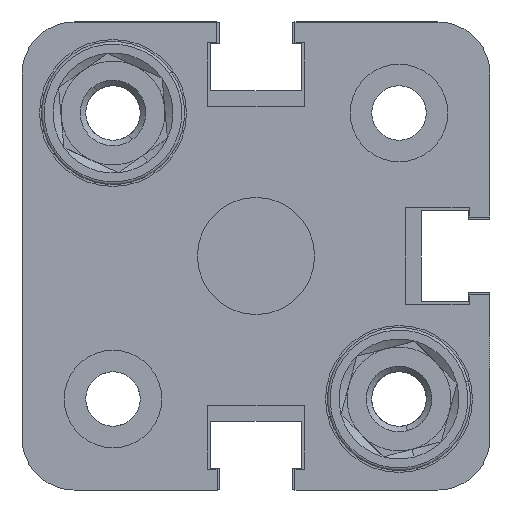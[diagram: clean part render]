
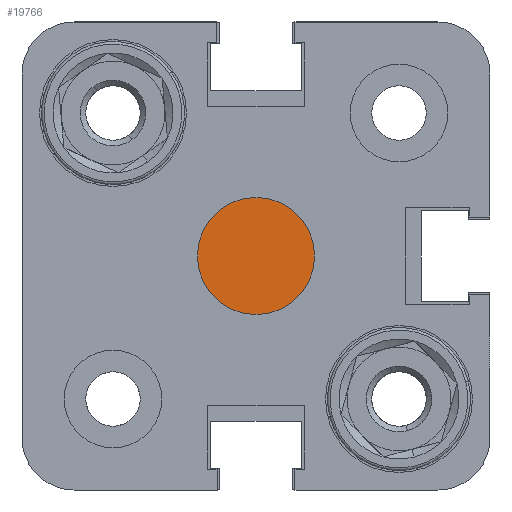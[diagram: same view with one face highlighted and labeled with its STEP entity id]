
A CAD part, left-side view. The second image highlights one B-rep face of the part: STEP entity #19766.
In plain terms, the highlighted planar face has unit normal (-1, 0, 0).
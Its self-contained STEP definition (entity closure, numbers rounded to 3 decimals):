
#141 = AXIS2_PLACEMENT_3D ( 'NONE', #24977, #15087, #11012 ) ;
#982 = CIRCLE ( 'NONE', #17746, 4.5 ) ;
#1592 = VERTEX_POINT ( 'NONE', #10638 ) ;
#1821 = ORIENTED_EDGE ( 'NONE', *, *, #19314, .T. ) ;
#2532 = DIRECTION ( 'NONE',  ( -1., 0., 0. ) ) ;
#3295 = CARTESIAN_POINT ( 'NONE',  ( 3., 0., 0. ) ) ;
#3618 = AXIS2_PLACEMENT_3D ( 'NONE', #3295, #23547, #25531 ) ;
#6543 = CIRCLE ( 'NONE', #3618, 4.5 ) ;
#7921 = ORIENTED_EDGE ( 'NONE', *, *, #8159, .T. ) ;
#8159 = EDGE_CURVE ( 'NONE', #1592, #16885, #6543, .T. ) ;
#9894 = EDGE_LOOP ( 'NONE', ( #1821, #7921 ) ) ;
#9902 = CARTESIAN_POINT ( 'NONE',  ( 3., 0., 0. ) ) ;
#10638 = CARTESIAN_POINT ( 'NONE',  ( 3., 0., -4.5 ) ) ;
#11012 = DIRECTION ( 'NONE',  ( 0., 0., 1. ) ) ;
#14103 = CARTESIAN_POINT ( 'NONE',  ( 3., 0., 4.5 ) ) ;
#15087 = DIRECTION ( 'NONE',  ( -1., 0., 0. ) ) ;
#16885 = VERTEX_POINT ( 'NONE', #14103 ) ;
#16936 = PLANE ( 'NONE',  #141 ) ;
#17746 = AXIS2_PLACEMENT_3D ( 'NONE', #9902, #2532, #24906 ) ;
#19314 = EDGE_CURVE ( 'NONE', #16885, #1592, #982, .T. ) ;
#19766 = ADVANCED_FACE ( 'NONE', ( #20639 ), #16936, .T. ) ;
#20639 = FACE_OUTER_BOUND ( 'NONE', #9894, .T. ) ;
#23547 = DIRECTION ( 'NONE',  ( -1., 0., 0. ) ) ;
#24906 = DIRECTION ( 'NONE',  ( 0., 0., 1. ) ) ;
#24977 = CARTESIAN_POINT ( 'NONE',  ( 3., 0., 0. ) ) ;
#25531 = DIRECTION ( 'NONE',  ( 0., 0., 1. ) ) ;
